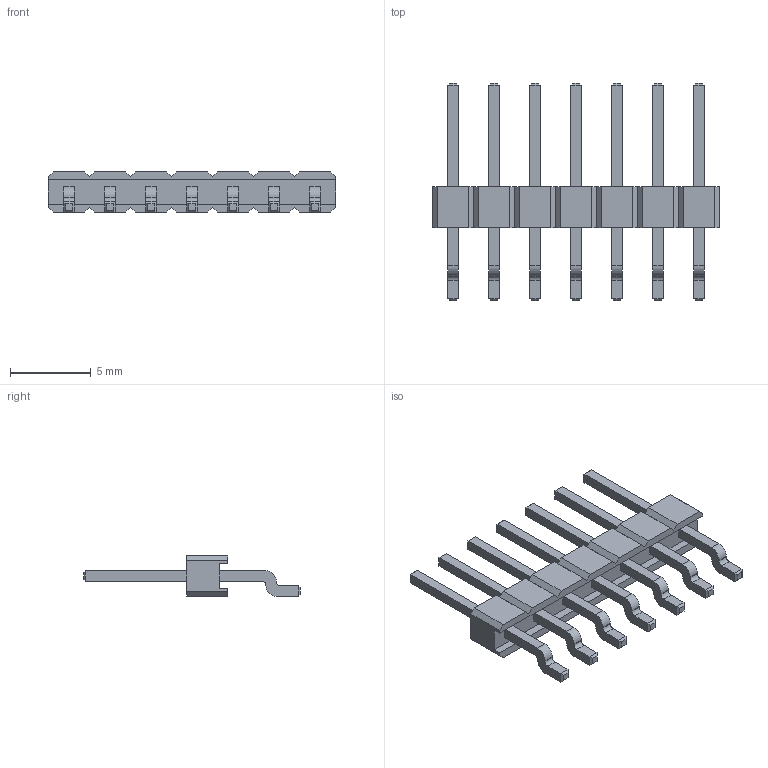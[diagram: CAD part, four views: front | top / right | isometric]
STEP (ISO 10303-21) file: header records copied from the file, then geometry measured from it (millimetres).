
FILE_DESCRIPTION(/* description */ ('STEP AP214'),/* implementation_level */ '2;1');
FILE_NAME(/* name */ 'GPHD101-0702AXXXC1SC(A=6.4_C1=1.5_C=4.5)',/* time_stamp */ '2023-12-22T09:33:04+01:00',/* author */ ('License CC BY-ND 4.0'),/* organization */ ('CADENAS'),/* preprocessor_version */ 'ST-DEVELOPER v19.3',/* originating_system */ 'PARTsolutions',/* authorisation */ ' ');
FILE_SCHEMA (('AUTOMOTIVE_DESIGN {1 0 10303 214 3 1 1}'));
Length unit declared in the file: millimetre
Products named in the file (3): GPHD101-0702AXXXC1SC(A=6.4,C1=1.5,C=4.5); GPHD101-6.41.54.5-A-Terminal; GPHD101-07A
Assembly tree (8 placements, depth 2):
  GPHD101-0702AXXXC1SC(A=6.4,C1=1.5,C=4.5)
    GPHD101-6.41.54.5-A-Terminal  x7
    GPHD101-07A
Bounding box: 17.78 x 13.44 x 2.5 mm (x, y, z)
Volume: 130.6 mm3; surface area: 499.2 mm2
Topology: 8 solids, 8 shells, 256 faces, 646 edges, 412 vertices
Faces by surface type: plane 228, cylinder 28
Entity records: 3954 total; most frequent: CARTESIAN_POINT 687, ORIENTED_EDGE 668, DIRECTION 608, EDGE_CURVE 334, LINE 326, VECTOR 326, VERTEX_POINT 220, EDGE_LOOP 144
